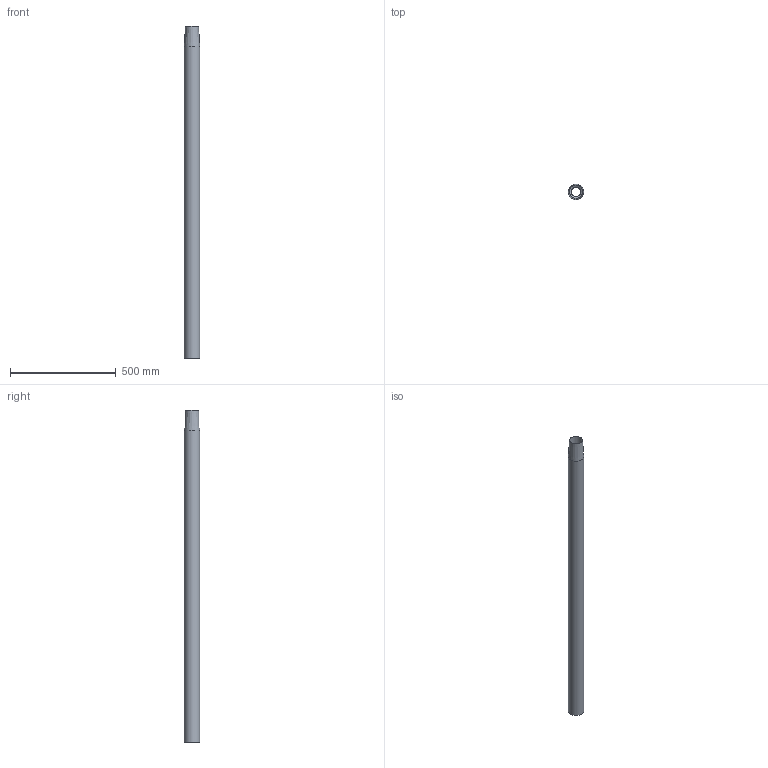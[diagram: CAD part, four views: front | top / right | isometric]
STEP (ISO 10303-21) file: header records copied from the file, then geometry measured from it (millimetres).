
FILE_DESCRIPTION(/* description */ ('STEP AP214'),/* implementation_level */ '2;1');
FILE_NAME(/* name */ '6138af5e03ce10062830f3ed',/* time_stamp */ '2021-09-08T12:41:03+00:00',/* author */ (''),/* organization */ (''),/* preprocessor_version */ 'ST-DEVELOPER v18.1',/* originating_system */ ' ',/* authorisation */ ' ');
FILE_SCHEMA (('AUTOMOTIVE_DESIGN {1 0 10303 214 3 1 1}'));
Length unit declared in the file: metre
Products named in the file (1): diat earth 4
Bounding box: 72.9 x 72.9 x 1571.15 mm (x, y, z)
Volume: 3914068.6 mm3; surface area: 586722.7 mm2
Topology: 1 solids, 1 shells, 6 faces, 11 edges, 6 vertices
Faces by surface type: cylinder 3, cone 2, plane 1
Full cylindrical faces by diameter (mm): 44.45 x1, 62.484 x1, 72.898 x1
Entity records: 158 total; most frequent: DIRECTION 26, CARTESIAN_POINT 19, AXIS2_PLACEMENT_3D 13, ORIENTED_EDGE 12, EDGE_LOOP 12, FACE_BOUND 12, EDGE_CURVE 6, VERTEX_POINT 6
